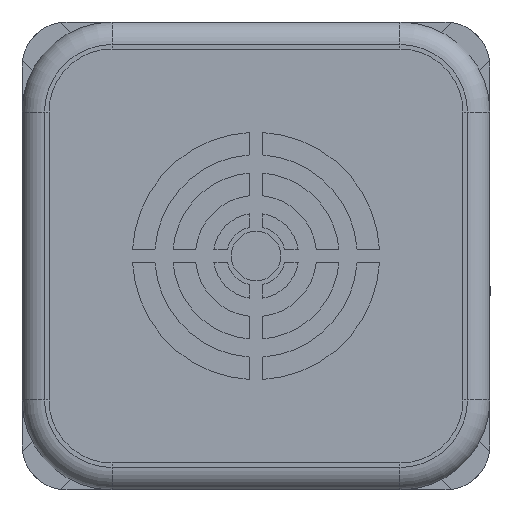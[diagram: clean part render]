
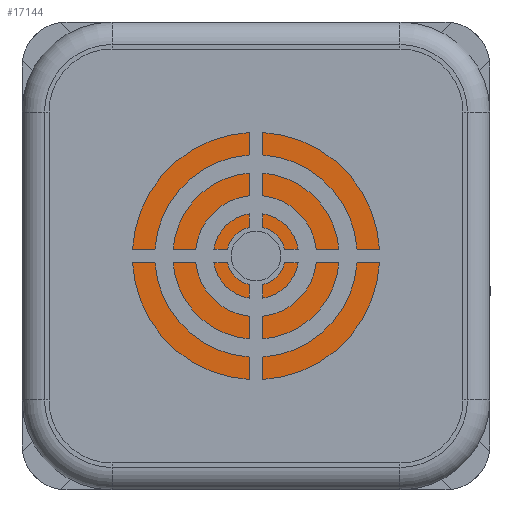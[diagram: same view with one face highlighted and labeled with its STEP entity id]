
A CAD part, front view. The second image highlights one B-rep face of the part: STEP entity #17144.
In plain terms, the highlighted planar face has unit normal (0, -1, 0).
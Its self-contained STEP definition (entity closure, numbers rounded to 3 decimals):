
#191 = PLANE ( 'NONE',  #17833 ) ;
#208 = DIRECTION ( 'NONE',  ( 0., 0., 1. ) ) ;
#655 = DIRECTION ( 'NONE',  ( 0., 0., 1. ) ) ;
#1145 = ORIENTED_EDGE ( 'NONE', *, *, #5600, .T. ) ;
#1523 = DIRECTION ( 'NONE',  ( 0., -1., 0. ) ) ;
#1763 = FACE_BOUND ( 'NONE', #17870, .T. ) ;
#2906 = DIRECTION ( 'NONE',  ( 0., 0., 1. ) ) ;
#3500 = EDGE_LOOP ( 'NONE', ( #14790, #9802 ) ) ;
#5600 = EDGE_CURVE ( 'NONE', #8013, #11011, #13319, .T. ) ;
#6364 = CARTESIAN_POINT ( 'NONE',  ( 0., 0., 46.5 ) ) ;
#6931 = DIRECTION ( 'NONE',  ( 0., -1., 0. ) ) ;
#7704 = AXIS2_PLACEMENT_3D ( 'NONE', #9700, #1523, #11098 ) ;
#7926 = ORIENTED_EDGE ( 'NONE', *, *, #11353, .T. ) ;
#8013 = VERTEX_POINT ( 'NONE', #15214 ) ;
#8335 = DIRECTION ( 'NONE',  ( 0., 1., 0. ) ) ;
#8793 = DIRECTION ( 'NONE',  ( 0., 1., 0. ) ) ;
#8802 = CIRCLE ( 'NONE', #15132, 6. ) ;
#8823 = CARTESIAN_POINT ( 'NONE',  ( 0., 0., 6. ) ) ;
#9700 = CARTESIAN_POINT ( 'NONE',  ( 0., 0., 0. ) ) ;
#9719 = CARTESIAN_POINT ( 'NONE',  ( 0., 0., 0. ) ) ;
#9802 = ORIENTED_EDGE ( 'NONE', *, *, #9817, .T. ) ;
#9817 = EDGE_CURVE ( 'NONE', #14809, #12338, #10985, .T. ) ;
#10985 = CIRCLE ( 'NONE', #7704, 46.5 ) ;
#11011 = VERTEX_POINT ( 'NONE', #8823 ) ;
#11098 = DIRECTION ( 'NONE',  ( 0., 0., 1. ) ) ;
#11120 = DIRECTION ( 'NONE',  ( 0., 1., 0. ) ) ;
#11353 = EDGE_CURVE ( 'NONE', #11011, #8013, #8802, .T. ) ;
#11382 = EDGE_CURVE ( 'NONE', #12338, #14809, #12101, .T. ) ;
#12101 = CIRCLE ( 'NONE', #15031, 46.5 ) ;
#12338 = VERTEX_POINT ( 'NONE', #6364 ) ;
#12385 = AXIS2_PLACEMENT_3D ( 'NONE', #17174, #8793, #655 ) ;
#13319 = CIRCLE ( 'NONE', #12385, 6. ) ;
#14790 = ORIENTED_EDGE ( 'NONE', *, *, #11382, .T. ) ;
#14809 = VERTEX_POINT ( 'NONE', #15555 ) ;
#15031 = AXIS2_PLACEMENT_3D ( 'NONE', #15306, #6931, #16666 ) ;
#15132 = AXIS2_PLACEMENT_3D ( 'NONE', #16677, #8335, #208 ) ;
#15214 = CARTESIAN_POINT ( 'NONE',  ( 0., 0., -6. ) ) ;
#15306 = CARTESIAN_POINT ( 'NONE',  ( 0., 0., 0. ) ) ;
#15555 = CARTESIAN_POINT ( 'NONE',  ( 0., 0., -46.5 ) ) ;
#16666 = DIRECTION ( 'NONE',  ( 0., 0., 1. ) ) ;
#16677 = CARTESIAN_POINT ( 'NONE',  ( 0., 0., 0. ) ) ;
#16865 = FACE_OUTER_BOUND ( 'NONE', #3500, .T. ) ;
#17144 = ADVANCED_FACE ( 'NONE', ( #1763, #16865 ), #191, .F. ) ;
#17174 = CARTESIAN_POINT ( 'NONE',  ( 0., 0., 0. ) ) ;
#17833 = AXIS2_PLACEMENT_3D ( 'NONE', #9719, #11120, #2906 ) ;
#17870 = EDGE_LOOP ( 'NONE', ( #7926, #1145 ) ) ;
